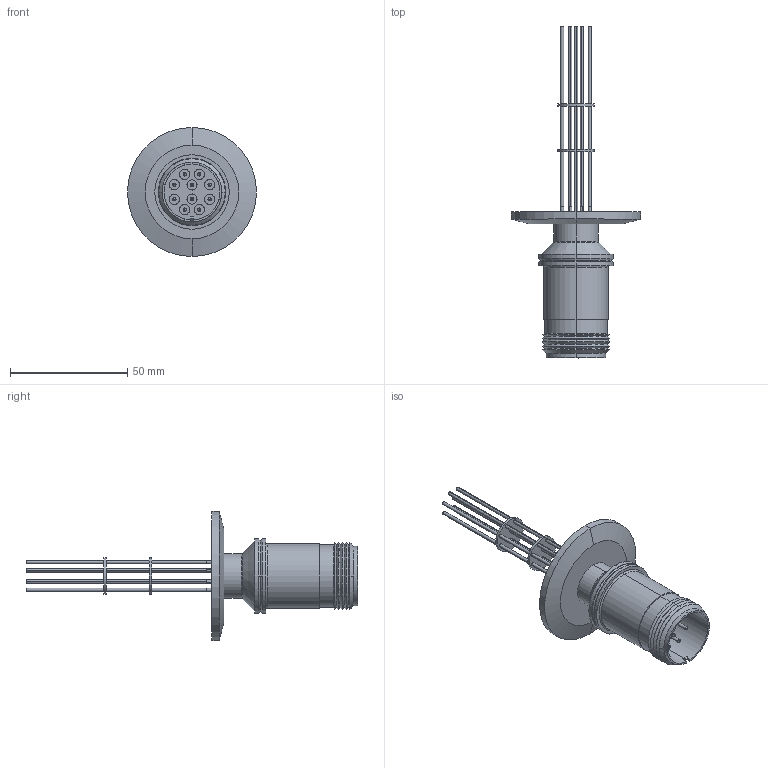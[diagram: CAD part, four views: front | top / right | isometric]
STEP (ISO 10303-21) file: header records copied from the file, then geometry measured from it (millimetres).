
FILE_DESCRIPTION (( 'STEP AP203' ), '1' );
FILE_NAME ('A0194-10-QF.STEP', '2013-04-08T17:00:55', ( '' ), ( '' ), 'SwSTEP 2.0', 'SolidWorks 2012', '' );
FILE_SCHEMA (( 'CONFIG_CONTROL_DESIGN' ));
Length unit declared in the file: inch
Products named in the file (1): A0194-10-QF
Bounding box: 54.99 x 141.48 x 54.99 mm (x, y, z)
Volume: 20888.3 mm3; surface area: 27435 mm2
Topology: 1 solids, 1 shells, 409 faces, 980 edges, 642 vertices
Faces by surface type: cylinder 210, torus 90, plane 83, cone 26
Entity records: 14216 total; most frequent: CARTESIAN_POINT 4115, DIRECTION 2316, ORIENTED_EDGE 1960, AXIS2_PLACEMENT_3D 1030, EDGE_CURVE 980, VERTEX_POINT 642, CIRCLE 620, EDGE_LOOP 522
